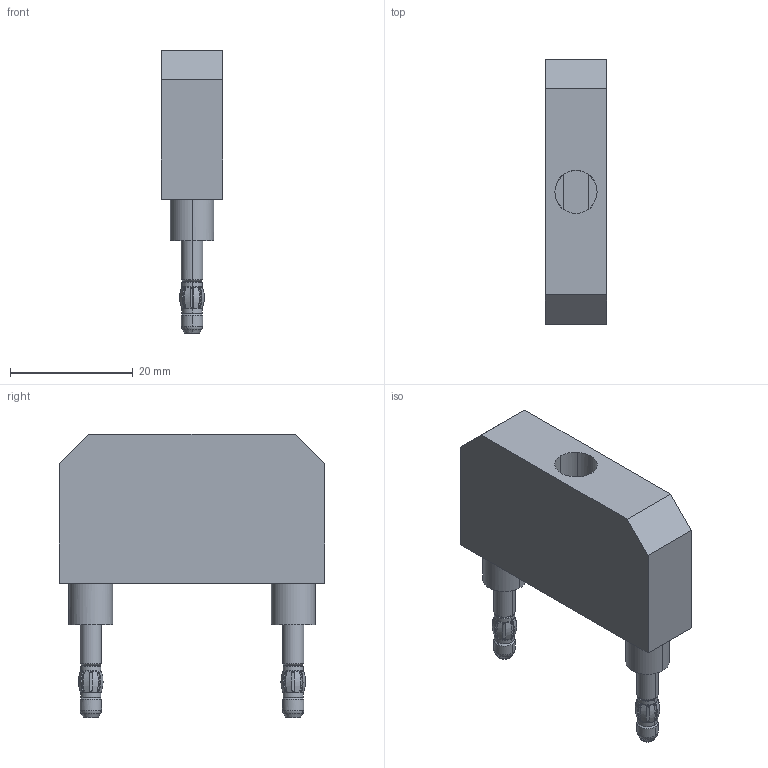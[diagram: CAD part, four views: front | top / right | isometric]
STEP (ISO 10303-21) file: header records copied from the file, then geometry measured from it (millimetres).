
FILE_DESCRIPTION(('CATIA V5R22 STEP214','CAx-IF Rec.Pracs.--- Model Styling and Organization---1.4--- 2014-01-23'),'2;1');
FILE_NAME ('D1463988_1', '2021-03-23T13:27:07+00:00', ('Weidmueller Interface'), ('Weidmueller'), 'CATIA Version 5-6 Release 2016 SP3 HF44', 'CATIA V5 STEP AP214', 'none');
FILE_SCHEMA(('AUTOMOTIVE_DESIGN { 1 0 10303 214 1 1 1 1 }'));
Length unit declared in the file: millimetre
Products named in the file (1): 3835360000
Bounding box: 10 x 43.2 x 46.25 mm (x, y, z)
Volume: 10530.1 mm3; surface area: 4852.3 mm2
Topology: 1 solids, 1 shells, 219 faces, 652 edges, 438 vertices
Faces by surface type: cylinder 88, plane 67, cone 32, bspline 28, torus 4
Entity records: 9046 total; most frequent: CARTESIAN_POINT 3864, ORIENTED_EDGE 1304, DIRECTION 723, EDGE_CURVE 652, VERTEX_POINT 438, AXIS2_PLACEMENT_3D 329, EDGE_LOOP 254, ADVANCED_FACE 219
